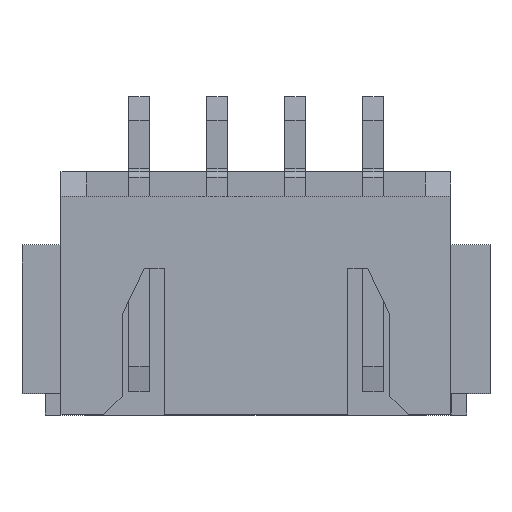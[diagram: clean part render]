
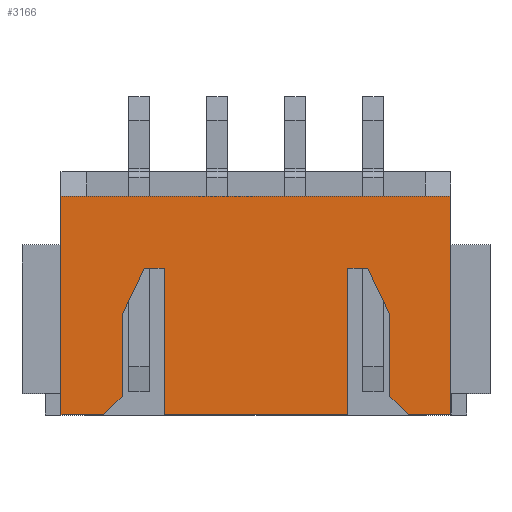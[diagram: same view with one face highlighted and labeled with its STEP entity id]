
A CAD part, top view. The second image highlights one B-rep face of the part: STEP entity #3166.
In plain terms, the highlighted planar face has unit normal (0, 0, 1).
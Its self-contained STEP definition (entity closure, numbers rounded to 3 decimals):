
#126=FACE_OUTER_BOUND('',#292,.T.);
#292=EDGE_LOOP('',(#2345,#2346,#2347,#2348,#2349,#2350,#2351,#2352,#2353,
#2354,#2355,#2356,#2357,#2358,#2359,#2360));
#418=LINE('',#4318,#854);
#454=LINE('',#4390,#890);
#577=LINE('',#4636,#1013);
#579=LINE('',#4640,#1015);
#584=LINE('',#4649,#1020);
#587=LINE('',#4655,#1023);
#590=LINE('',#4661,#1026);
#593=LINE('',#4669,#1029);
#597=LINE('',#4676,#1033);
#600=LINE('',#4682,#1036);
#603=LINE('',#4688,#1039);
#604=LINE('',#4691,#1040);
#607=LINE('',#4696,#1043);
#608=LINE('',#4697,#1044);
#609=LINE('',#4698,#1045);
#610=LINE('',#4699,#1046);
#854=VECTOR('',#3498,10.);
#890=VECTOR('',#3552,10.);
#1013=VECTOR('',#3755,10.);
#1015=VECTOR('',#3759,10.);
#1020=VECTOR('',#3766,10.);
#1023=VECTOR('',#3771,10.);
#1026=VECTOR('',#3776,10.);
#1029=VECTOR('',#3781,10.);
#1033=VECTOR('',#3787,10.);
#1036=VECTOR('',#3792,10.);
#1039=VECTOR('',#3797,10.);
#1040=VECTOR('',#3800,10.);
#1043=VECTOR('',#3805,10.);
#1044=VECTOR('',#3806,10.);
#1045=VECTOR('',#3807,10.);
#1046=VECTOR('',#3808,10.);
#1289=VERTEX_POINT('',#4315);
#1290=VERTEX_POINT('',#4317);
#1316=VERTEX_POINT('',#4387);
#1317=VERTEX_POINT('',#4389);
#1399=VERTEX_POINT('',#4633);
#1400=VERTEX_POINT('',#4635);
#1401=VERTEX_POINT('',#4639);
#1404=VERTEX_POINT('',#4647);
#1406=VERTEX_POINT('',#4653);
#1408=VERTEX_POINT('',#4659);
#1411=VERTEX_POINT('',#4666);
#1412=VERTEX_POINT('',#4668);
#1414=VERTEX_POINT('',#4674);
#1416=VERTEX_POINT('',#4680);
#1418=VERTEX_POINT('',#4686);
#1419=VERTEX_POINT('',#4690);
#1594=EDGE_CURVE('',#1289,#1290,#418,.T.);
#1630=EDGE_CURVE('',#1316,#1317,#454,.T.);
#1753=EDGE_CURVE('',#1400,#1399,#577,.T.);
#1755=EDGE_CURVE('',#1401,#1400,#579,.T.);
#1760=EDGE_CURVE('',#1399,#1404,#584,.T.);
#1763=EDGE_CURVE('',#1404,#1406,#587,.T.);
#1766=EDGE_CURVE('',#1406,#1408,#590,.T.);
#1769=EDGE_CURVE('',#1412,#1411,#593,.T.);
#1773=EDGE_CURVE('',#1411,#1414,#597,.T.);
#1776=EDGE_CURVE('',#1414,#1416,#600,.T.);
#1779=EDGE_CURVE('',#1416,#1418,#603,.T.);
#1780=EDGE_CURVE('',#1419,#1412,#604,.T.);
#1783=EDGE_CURVE('',#1408,#1419,#607,.T.);
#1784=EDGE_CURVE('',#1418,#1317,#608,.T.);
#1785=EDGE_CURVE('',#1290,#1316,#609,.T.);
#1786=EDGE_CURVE('',#1289,#1401,#610,.T.);
#2345=ORIENTED_EDGE('',*,*,#1755,.T.);
#2346=ORIENTED_EDGE('',*,*,#1753,.T.);
#2347=ORIENTED_EDGE('',*,*,#1760,.T.);
#2348=ORIENTED_EDGE('',*,*,#1763,.T.);
#2349=ORIENTED_EDGE('',*,*,#1766,.T.);
#2350=ORIENTED_EDGE('',*,*,#1783,.T.);
#2351=ORIENTED_EDGE('',*,*,#1780,.T.);
#2352=ORIENTED_EDGE('',*,*,#1769,.T.);
#2353=ORIENTED_EDGE('',*,*,#1773,.T.);
#2354=ORIENTED_EDGE('',*,*,#1776,.T.);
#2355=ORIENTED_EDGE('',*,*,#1779,.T.);
#2356=ORIENTED_EDGE('',*,*,#1784,.T.);
#2357=ORIENTED_EDGE('',*,*,#1630,.F.);
#2358=ORIENTED_EDGE('',*,*,#1785,.F.);
#2359=ORIENTED_EDGE('',*,*,#1594,.F.);
#2360=ORIENTED_EDGE('',*,*,#1786,.T.);
#3010=PLANE('',#3352);
#3166=ADVANCED_FACE('',(#126),#3010,.T.);
#3352=AXIS2_PLACEMENT_3D('',#4695,#3803,#3804);
#3498=DIRECTION('',(0.,1.,0.));
#3552=DIRECTION('',(0.,-1.,0.));
#3755=DIRECTION('',(0.,1.,0.));
#3759=DIRECTION('',(0.707,0.707,0.));
#3766=DIRECTION('',(0.428,0.904,0.));
#3771=DIRECTION('',(1.,0.,0.));
#3776=DIRECTION('',(0.,-1.,0.));
#3781=DIRECTION('',(1.,0.,0.));
#3787=DIRECTION('',(0.428,-0.904,0.));
#3792=DIRECTION('',(0.,-1.,0.));
#3797=DIRECTION('',(0.707,-0.707,0.));
#3800=DIRECTION('',(0.,1.,0.));
#3803=DIRECTION('center_axis',(0.,0.,1.));
#3804=DIRECTION('ref_axis',(0.,-1.,0.));
#3805=DIRECTION('',(1.,0.,0.));
#3806=DIRECTION('',(1.,0.,0.));
#3807=DIRECTION('',(1.,0.,0.));
#3808=DIRECTION('',(1.,0.,0.));
#4315=CARTESIAN_POINT('',(-6.25,-7.8,6.));
#4317=CARTESIAN_POINT('',(-6.25,-0.8,6.));
#4318=CARTESIAN_POINT('',(-6.25,0.,6.));
#4387=CARTESIAN_POINT('',(6.25,-0.8,6.));
#4389=CARTESIAN_POINT('',(6.25,-7.8,6.));
#4390=CARTESIAN_POINT('',(6.25,0.,6.));
#4633=CARTESIAN_POINT('',(-4.29,-4.6,6.));
#4635=CARTESIAN_POINT('',(-4.29,-7.2,6.));
#4636=CARTESIAN_POINT('',(-4.29,-2.7,6.));
#4639=CARTESIAN_POINT('',(-4.89,-7.8,6.));
#4640=CARTESIAN_POINT('',(-1.617,-4.528,6.));
#4647=CARTESIAN_POINT('',(-3.58,-3.1,6.));
#4649=CARTESIAN_POINT('',(-2.808,-1.468,6.));
#4653=CARTESIAN_POINT('',(-2.94,-3.1,6.));
#4655=CARTESIAN_POINT('',(-1.47,-3.1,6.));
#4659=CARTESIAN_POINT('',(-2.94,-7.8,6.));
#4661=CARTESIAN_POINT('',(-2.94,-4.3,6.));
#4666=CARTESIAN_POINT('',(3.58,-3.1,6.));
#4668=CARTESIAN_POINT('',(2.94,-3.1,6.));
#4669=CARTESIAN_POINT('',(1.79,-3.1,6.));
#4674=CARTESIAN_POINT('',(4.29,-4.6,6.));
#4676=CARTESIAN_POINT('',(3.163,-2.218,6.));
#4680=CARTESIAN_POINT('',(4.29,-7.2,6.));
#4682=CARTESIAN_POINT('',(4.29,-4.,6.));
#4686=CARTESIAN_POINT('',(4.89,-7.8,6.));
#4688=CARTESIAN_POINT('',(1.917,-4.828,6.));
#4690=CARTESIAN_POINT('',(2.94,-7.8,6.));
#4691=CARTESIAN_POINT('',(2.94,-1.95,6.));
#4695=CARTESIAN_POINT('Origin',(0.,-0.8,6.));
#4696=CARTESIAN_POINT('',(0.,-7.8,6.));
#4697=CARTESIAN_POINT('',(0.,-7.8,6.));
#4698=CARTESIAN_POINT('',(0.,-0.8,6.));
#4699=CARTESIAN_POINT('',(0.,-7.8,6.));
